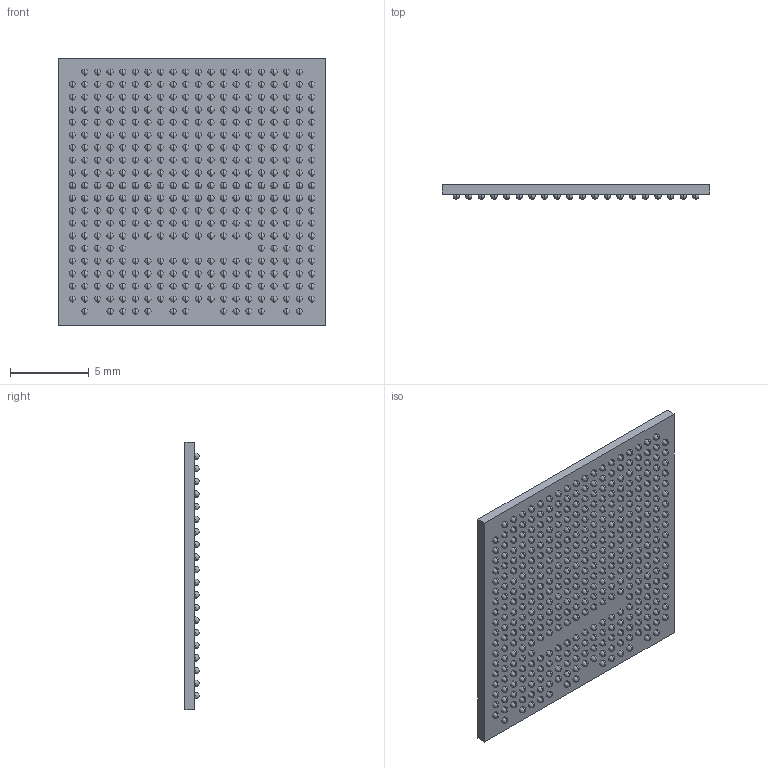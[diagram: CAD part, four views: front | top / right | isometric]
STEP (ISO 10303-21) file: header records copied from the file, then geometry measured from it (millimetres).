
FILE_DESCRIPTION (( 'STEP AP214' ), '1' );
FILE_NAME ('LFE5U-25F-6BG381I.STEP', '2018-07-09T09:35:30', ( '' ), ( '' ), 'SwSTEP 2.0', 'SolidWorks 2017', '' );
FILE_SCHEMA (( 'AUTOMOTIVE_DESIGN' ));
Length unit declared in the file: millimetre
Products named in the file (1): LFE5U-25F-6BG381I
Bounding box: 17 x 0.9 x 17 mm (x, y, z)
Volume: 186.2 mm3; surface area: 810.3 mm2
Topology: 382 solids, 382 shells, 768 faces, 2679 edges, 1913 vertices
Faces by surface type: sphere 762, plane 6
Entity records: 27241 total; most frequent: DIRECTION 3074, CARTESIAN_POINT 2313, ORIENTED_EDGE 1548, AXIS2_PLACEMENT_3D 1531, UNCERTAINTY_MEASURE_WITH_UNIT 1146, FILL_AREA_STYLE_COLOUR 1145, FILL_AREA_STYLE 1145, PRESENTATION_STYLE_ASSIGNMENT 1145
